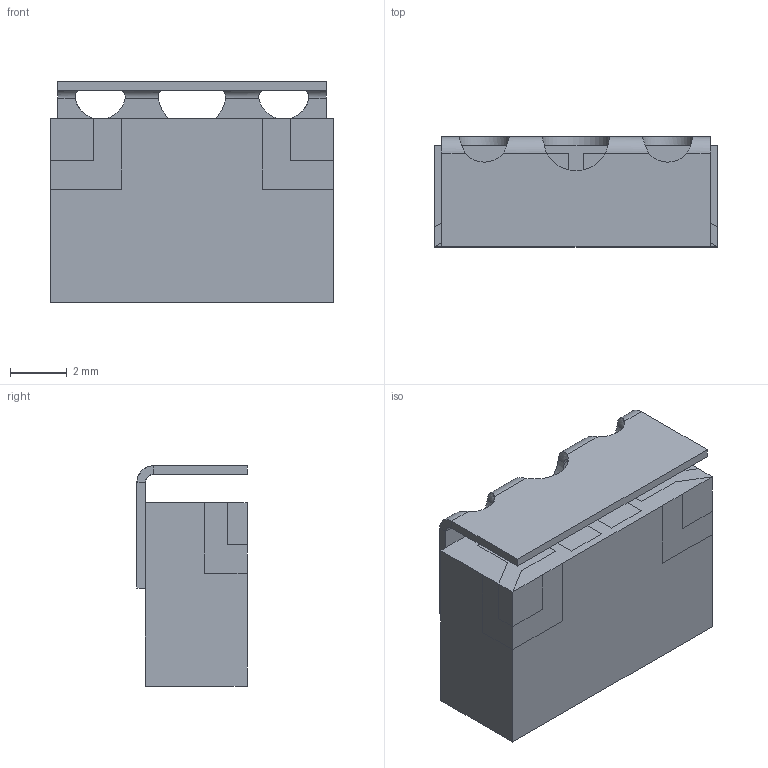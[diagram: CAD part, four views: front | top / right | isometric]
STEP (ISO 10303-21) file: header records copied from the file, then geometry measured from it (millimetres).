
FILE_DESCRIPTION(('STEP AP203'), '1');
FILE_NAME('ÍØÁÀ.434834.018-00.01_Ôèëüòð ÔÊÏ1-218-3.1-200', '', ('UNSPECIFIED'), ('UNSPECIFIED'), 'ASCON STEP Converter 1.6', 'ASCON Math Kernel', '');
FILE_SCHEMA(('CONFIG_CONTROL_DESIGN'));
Length unit declared in the file: millimetre
Products named in the file (1): НШБА.434834.018-00.01_Фильтр ФКП1-218-3.1-200
Bounding box: 10 x 3.9 x 7.8 mm (x, y, z)
Volume: 253.3 mm3; surface area: 336.6 mm2
Topology: 1 solids, 1 shells, 364 faces, 964 edges, 628 vertices
Faces by surface type: plane 254, bspline 90, cylinder 20
Entity records: 22497 total; most frequent: CARTESIAN_POINT 11265, ORIENTED_EDGE 1928, DIRECTION 1293, EDGE_CURVE 964, LINE 675, VECTOR 675, VERTEX_POINT 628, FACE_BOUND 396
